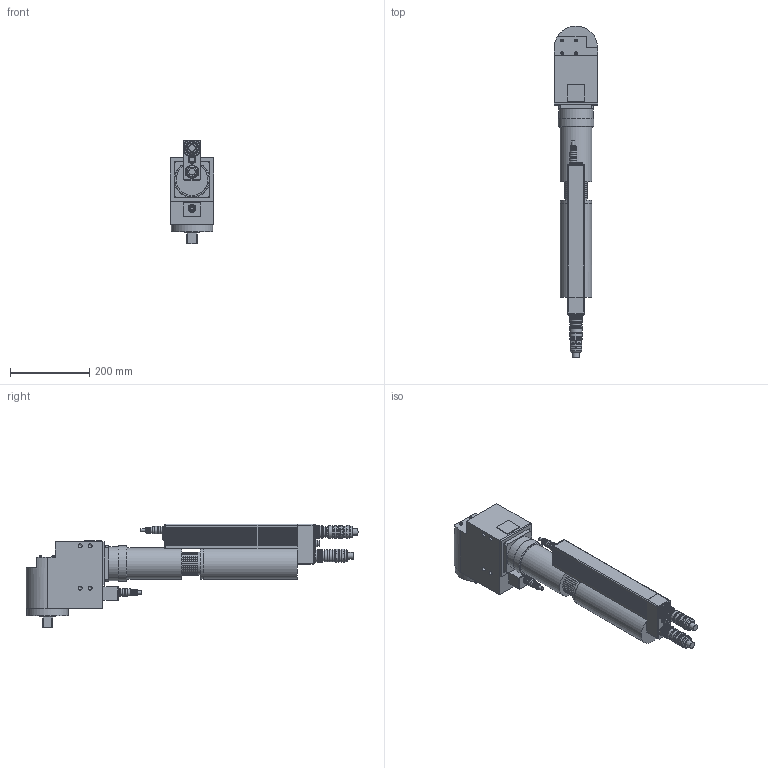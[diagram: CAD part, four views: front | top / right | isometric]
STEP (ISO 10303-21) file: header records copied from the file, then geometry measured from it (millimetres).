
FILE_DESCRIPTION((''),'2;1');
FILE_NAME('947605A1_IAM_001.stp','2012-02-27T12:48:14',('a6b63'),(''),'Autodesk Inventor 11','Autodesk Inventor 11','');
FILE_SCHEMA(('AUTOMOTIVE_DESIGN { 1 0 10303 214 1 1 1 1 }'));
Length unit declared in the file: millimetre
Products named in the file (6): 947605A1_IAM_001; 4WKXB_BTS_IPT_001; 4BTS-4BXA_IPT_001.ipt_Motor und Getriebe; 961104-005_IPT_002.ipt_Stecker gerade; 961104-005_IPT_001.ipt_Stecker gerade; 961089-002_IPT_002.ipt_Stecker gerade
Assembly tree (6 placements, depth 2):
  947605A1_IAM_001
    4WKXB_BTS_IPT_001
    4BTS-4BXA_IPT_001.ipt_Motor und Getriebe
    961104-005_IPT_002.ipt_Stecker gerade
    961104-005_IPT_001.ipt_Stecker gerade
    961089-002_IPT_002.ipt_Stecker gerade  x2
Bounding box: 109 x 838.8 x 261.68 mm (x, y, z)
Volume: 6868614.4 mm3; surface area: 437808 mm2
Topology: 6 solids, 6 shells, 854 faces, 2025 edges, 1284 vertices
Faces by surface type: plane 557, cylinder 220, cone 45, bspline 20, torus 12
Full cylindrical faces by diameter (mm): 5.4 x4, 5.5 x4, 7 x4, 8 x2, 10.106 x4, 12 x1, 13 x1, 13.4 x2, 13.5 x1, 14 x10, 14.2 x2, 16 x7, 16.5 x2, 17.587 x4, 18 x5, 18.7 x4, 20 x5, 22.5 x2, 24 x1, 25 x1, 25.5 x1, 26.4 x1, 27.047 x1, 28 x2, 28.5 x1, 29 x1, 29.4 x3, 29.5 x2, 29.8 x4, 30 x4
Entity records: 22455 total; most frequent: CARTESIAN_POINT 4628, DIRECTION 3605, ORIENTED_EDGE 3504, EDGE_CURVE 1752, AXIS2_PLACEMENT_3D 1292, VERTEX_POINT 1208, EDGE_LOOP 1082, VECTOR 1021
